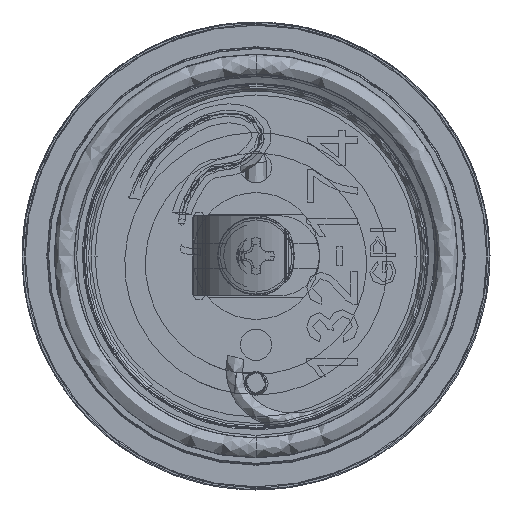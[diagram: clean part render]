
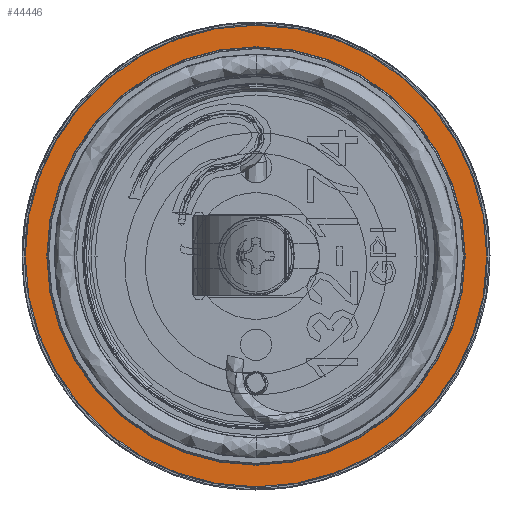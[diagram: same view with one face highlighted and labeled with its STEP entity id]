
A CAD part, front view. The second image highlights one B-rep face of the part: STEP entity #44446.
In plain terms, the highlighted planar face has unit normal (0, -1, 0).
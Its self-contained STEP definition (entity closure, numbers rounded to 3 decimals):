
#1205 = DIRECTION ( 'NONE',  ( 0., 1., 0. ) ) ;
#2074 = CARTESIAN_POINT ( 'NONE',  ( 0., 0., -18.2 ) ) ;
#10773 = CARTESIAN_POINT ( 'NONE',  ( 18.2, 0., 0. ) ) ;
#12035 = CARTESIAN_POINT ( 'NONE',  ( 0., 0., 0. ) ) ;
#22322 = AXIS2_PLACEMENT_3D ( 'NONE', #10773, #65478, #90836 ) ;
#22608 = VERTEX_POINT ( 'NONE', #2074 ) ;
#23138 = ORIENTED_EDGE ( 'NONE', *, *, #91420, .T. ) ;
#25462 = EDGE_CURVE ( 'NONE', #73893, #80392, #60820, .T. ) ;
#26077 = DIRECTION ( 'NONE',  ( 0., 0., -1. ) ) ;
#28440 = FACE_OUTER_BOUND ( 'NONE', #59366, .T. ) ;
#32715 = EDGE_CURVE ( 'NONE', #64587, #22608, #63884, .T. ) ;
#36673 = PLANE ( 'NONE',  #22322 ) ;
#37068 = DIRECTION ( 'NONE',  ( 0., 0., -1. ) ) ;
#37095 = DIRECTION ( 'NONE',  ( 0., 0., -1. ) ) ;
#44446 = ADVANCED_FACE ( 'NONE', ( #82000, #28440 ), #36673, .T. ) ;
#49621 = EDGE_LOOP ( 'NONE', ( #116315, #69692 ) ) ;
#56419 = CARTESIAN_POINT ( 'NONE',  ( 0., 0., 18.2 ) ) ;
#59366 = EDGE_LOOP ( 'NONE', ( #23138, #86069 ) ) ;
#60820 = CIRCLE ( 'NONE', #89002, 16.47 ) ;
#63142 = CARTESIAN_POINT ( 'NONE',  ( 0., 0., 0. ) ) ;
#63884 = CIRCLE ( 'NONE', #101544, 18.2 ) ;
#64587 = VERTEX_POINT ( 'NONE', #56419 ) ;
#65478 = DIRECTION ( 'NONE',  ( 0., -1., 0. ) ) ;
#65840 = AXIS2_PLACEMENT_3D ( 'NONE', #108912, #1205, #37095 ) ;
#66740 = DIRECTION ( 'NONE',  ( 0., -1., 0. ) ) ;
#67894 = CARTESIAN_POINT ( 'NONE',  ( 0., 0., 16.47 ) ) ;
#69692 = ORIENTED_EDGE ( 'NONE', *, *, #25462, .T. ) ;
#73893 = VERTEX_POINT ( 'NONE', #67894 ) ;
#74803 = EDGE_CURVE ( 'NONE', #80392, #73893, #90319, .T. ) ;
#78578 = CARTESIAN_POINT ( 'NONE',  ( 0., 0., -16.47 ) ) ;
#79087 = DIRECTION ( 'NONE',  ( 0., 1., 0. ) ) ;
#80392 = VERTEX_POINT ( 'NONE', #78578 ) ;
#82000 = FACE_BOUND ( 'NONE', #49621, .T. ) ;
#84105 = DIRECTION ( 'NONE',  ( 0., -1., 0. ) ) ;
#86069 = ORIENTED_EDGE ( 'NONE', *, *, #32715, .T. ) ;
#88395 = CIRCLE ( 'NONE', #103445, 18.2 ) ;
#89002 = AXIS2_PLACEMENT_3D ( 'NONE', #63142, #79087, #26077 ) ;
#90319 = CIRCLE ( 'NONE', #65840, 16.47 ) ;
#90836 = DIRECTION ( 'NONE',  ( 0., 0., -1. ) ) ;
#91420 = EDGE_CURVE ( 'NONE', #22608, #64587, #88395, .T. ) ;
#92119 = DIRECTION ( 'NONE',  ( 0., 0., -1. ) ) ;
#100621 = CARTESIAN_POINT ( 'NONE',  ( 0., 0., 0. ) ) ;
#101544 = AXIS2_PLACEMENT_3D ( 'NONE', #12035, #66740, #92119 ) ;
#103445 = AXIS2_PLACEMENT_3D ( 'NONE', #100621, #84105, #37068 ) ;
#108912 = CARTESIAN_POINT ( 'NONE',  ( 0., 0., 0. ) ) ;
#116315 = ORIENTED_EDGE ( 'NONE', *, *, #74803, .T. ) ;
